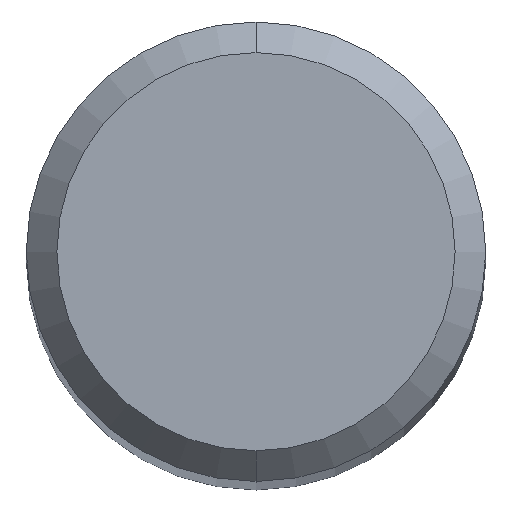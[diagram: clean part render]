
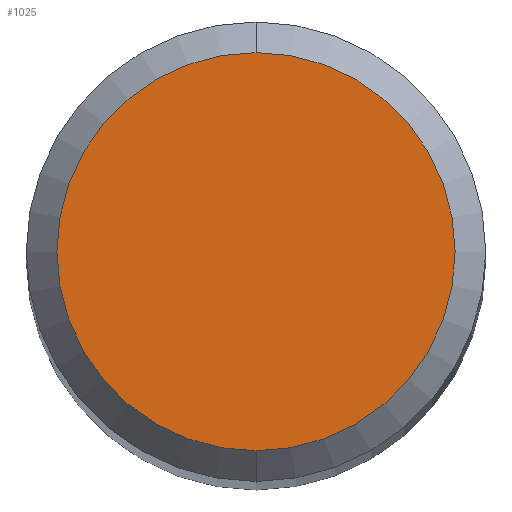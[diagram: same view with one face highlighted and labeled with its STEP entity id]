
A CAD part, top view. The second image highlights one B-rep face of the part: STEP entity #1025.
In plain terms, the highlighted planar face has unit normal (0, 0, 1).
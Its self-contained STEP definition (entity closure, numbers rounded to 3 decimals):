
#595=EDGE_CURVE('',#1141,#1339,#1535,.T.);
#949=EDGE_CURVE('',#1339,#1141,#1917,.T.);
#1025=ADVANCED_FACE('',(#1999),#2000,.T.);
#1141=VERTEX_POINT('',#2129);
#1339=VERTEX_POINT('',#2345);
#1535=CIRCLE('',#3522,2.6);
#1917=CIRCLE('',#6177,2.6);
#1999=FACE_OUTER_BOUND('',#7059,.T.);
#2000=PLANE('',#7060);
#2129=CARTESIAN_POINT('',(0.,-2.6,0.0));
#2345=CARTESIAN_POINT('',(0.0,2.6,0.0));
#3522=AXIS2_PLACEMENT_3D('',#10762,#10763,#10764);
#6177=AXIS2_PLACEMENT_3D('',#11076,#11077,#11078);
#7059=EDGE_LOOP('',(#11154,#11155));
#7060=AXIS2_PLACEMENT_3D('',#11156,#11157,#11158);
#10762=CARTESIAN_POINT('',(0.0,0.0,0.0));
#10763=DIRECTION('',(0.0,0.0,-1.0));
#10764=DIRECTION('',(0.0,1.0,0.0));
#11076=CARTESIAN_POINT('',(0.0,0.0,0.0));
#11077=DIRECTION('',(0.0,0.0,-1.0));
#11078=DIRECTION('',(0.0,1.0,0.0));
#11154=ORIENTED_EDGE('',*,*,#949,.F.);
#11155=ORIENTED_EDGE('',*,*,#595,.F.);
#11156=CARTESIAN_POINT('',(0.0,1.3,0.0));
#11157=DIRECTION('',(-0.0,0.0,1.0));
#11158=DIRECTION('',(0.0,-1.0,0.0));
